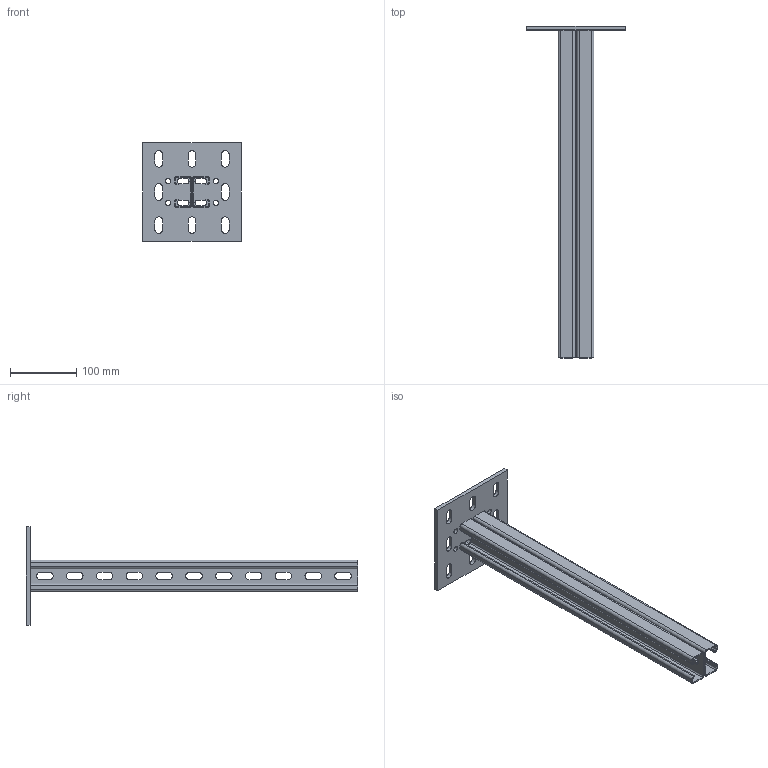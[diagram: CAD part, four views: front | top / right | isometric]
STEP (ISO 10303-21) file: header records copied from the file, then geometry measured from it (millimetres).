
FILE_DESCRIPTION (( 'STEP AP203' ), '1' );
FILE_NAME ('10-02-1429.STEP', '2013-05-02T11:43:59', ( 'asennus' ), ( '' ), 'SwSTEP 2.0', 'SolidWorks 2013', '' );
FILE_SCHEMA (( 'CONFIG_CONTROL_DESIGN' ));
Length unit declared in the file: millimetre
Products named in the file (1): 10-02-1429
Bounding box: 149 x 501 x 149 mm (x, y, z)
Volume: 339182.3 mm3; surface area: 277856.6 mm2
Topology: 3 solids, 3 shells, 288 faces, 750 edges, 468 vertices
Faces by surface type: plane 158, cylinder 130
Entity records: 8991 total; most frequent: DIRECTION 1588, CARTESIAN_POINT 1507, ORIENTED_EDGE 1500, EDGE_CURVE 750, AXIS2_PLACEMENT_3D 549, LINE 490, VECTOR 490, VERTEX_POINT 468
